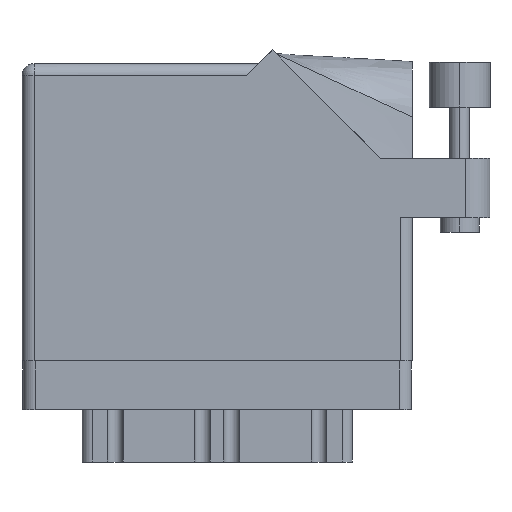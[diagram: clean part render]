
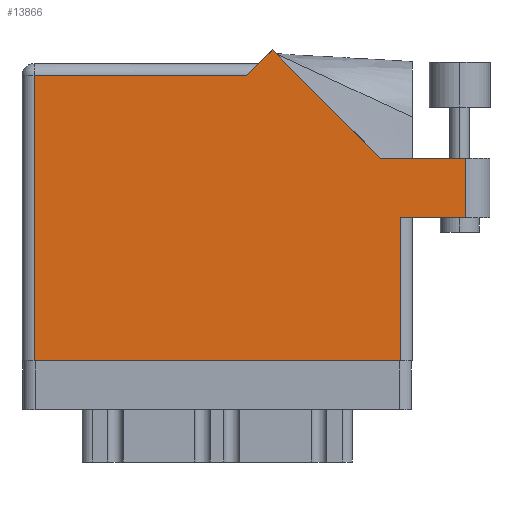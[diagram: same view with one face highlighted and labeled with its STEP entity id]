
A CAD part, front view. The second image highlights one B-rep face of the part: STEP entity #13866.
In plain terms, the highlighted face is planar.
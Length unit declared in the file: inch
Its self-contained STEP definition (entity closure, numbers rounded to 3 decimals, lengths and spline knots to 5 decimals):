
#500 = LINE ( 'NONE', #33216, #4367 ) ;
#955 = FACE_OUTER_BOUND ( 'NONE', #2190, .T. ) ;
#2190 = EDGE_LOOP ( 'NONE', ( #8820, #4933, #36076, #21708, #14824, #17447, #23532, #36495, #27780 ) ) ;
#2595 = CARTESIAN_POINT ( 'NONE',  ( 1.84442, 1.044, 0. ) ) ;
#2976 = LINE ( 'NONE', #2595, #24581 ) ;
#3690 = CARTESIAN_POINT ( 'NONE',  ( 1.28771, 1.60071, 0. ) ) ;
#3761 = VECTOR ( 'NONE', #13958, 39.37008 ) ;
#4273 = CARTESIAN_POINT ( 'NONE',  ( 0.062, 0., 0. ) ) ;
#4320 = CARTESIAN_POINT ( 'NONE',  ( 1.948, 0.737, 0. ) ) ;
#4367 = VECTOR ( 'NONE', #15190, 39.37008 ) ;
#4933 = ORIENTED_EDGE ( 'NONE', *, *, #27872, .T. ) ;
#5282 = LINE ( 'NONE', #32295, #31732 ) ;
#6983 = DIRECTION ( 'NONE',  ( -1., 0., 0. ) ) ;
#7235 = CARTESIAN_POINT ( 'NONE',  ( 2.285, 1.044, 0. ) ) ;
#7785 = VERTEX_POINT ( 'NONE', #25037 ) ;
#7791 = VERTEX_POINT ( 'NONE', #7235 ) ;
#8820 = ORIENTED_EDGE ( 'NONE', *, *, #26989, .T. ) ;
#9953 = DIRECTION ( 'NONE',  ( 0., 0., -1. ) ) ;
#11874 = EDGE_CURVE ( 'NONE', #23394, #33255, #22542, .T. ) ;
#12490 = DIRECTION ( 'NONE',  ( -1., 0., 0. ) ) ;
#12746 = LINE ( 'NONE', #4320, #20621 ) ;
#12937 = LINE ( 'NONE', #22139, #16408 ) ;
#13153 = DIRECTION ( 'NONE',  ( 1., 0., 0. ) ) ;
#13578 = AXIS2_PLACEMENT_3D ( 'NONE', #33465, #9953, #12490 ) ;
#13866 = ADVANCED_FACE ( 'NONE', ( #955 ), #15829, .F. ) ;
#13958 = DIRECTION ( 'NONE',  ( 0., 1., 0. ) ) ;
#14824 = ORIENTED_EDGE ( 'NONE', *, *, #38741, .T. ) ;
#14991 = EDGE_CURVE ( 'NONE', #37883, #23394, #33670, .T. ) ;
#15190 = DIRECTION ( 'NONE',  ( 1., 0., 0. ) ) ;
#15829 = PLANE ( 'NONE',  #13578 ) ;
#16073 = EDGE_CURVE ( 'NONE', #20474, #34711, #2976, .T. ) ;
#16408 = VECTOR ( 'NONE', #18611, 39.37008 ) ;
#16718 = EDGE_CURVE ( 'NONE', #7791, #20474, #21849, .T. ) ;
#16788 = CARTESIAN_POINT ( 'NONE',  ( 1.84442, 1.044, 0. ) ) ;
#17447 = ORIENTED_EDGE ( 'NONE', *, *, #17529, .T. ) ;
#17529 = EDGE_CURVE ( 'NONE', #7785, #37883, #5282, .T. ) ;
#17856 = DIRECTION ( 'NONE',  ( -0.707, 0.707, 0. ) ) ;
#18611 = DIRECTION ( 'NONE',  ( -0.707, -0.707, 0. ) ) ;
#18612 = DIRECTION ( 'NONE',  ( 0., 1., 0. ) ) ;
#19511 = VECTOR ( 'NONE', #22275, 39.37008 ) ;
#19962 = CARTESIAN_POINT ( 'NONE',  ( 0.062, 1.468, 0. ) ) ;
#20474 = VERTEX_POINT ( 'NONE', #16788 ) ;
#20526 = DIRECTION ( 'NONE',  ( -1., 0., 0. ) ) ;
#20621 = VECTOR ( 'NONE', #18612, 39.37008 ) ;
#21168 = EDGE_CURVE ( 'NONE', #33255, #23316, #12746, .T. ) ;
#21708 = ORIENTED_EDGE ( 'NONE', *, *, #16073, .T. ) ;
#21849 = LINE ( 'NONE', #33826, #37181 ) ;
#22139 = CARTESIAN_POINT ( 'NONE',  ( 1.217, 1.53, 0. ) ) ;
#22205 = VECTOR ( 'NONE', #13153, 39.37008 ) ;
#22275 = DIRECTION ( 'NONE',  ( 0., -1., 0. ) ) ;
#22542 = LINE ( 'NONE', #25475, #22205 ) ;
#23316 = VERTEX_POINT ( 'NONE', #26626 ) ;
#23394 = VERTEX_POINT ( 'NONE', #29182 ) ;
#23532 = ORIENTED_EDGE ( 'NONE', *, *, #14991, .T. ) ;
#24581 = VECTOR ( 'NONE', #17856, 39.37008 ) ;
#25037 = CARTESIAN_POINT ( 'NONE',  ( 1.155, 1.468, 0. ) ) ;
#25475 = CARTESIAN_POINT ( 'NONE',  ( 0., 0., 0. ) ) ;
#25696 = CARTESIAN_POINT ( 'NONE',  ( 2.285, 1.044, 0. ) ) ;
#26626 = CARTESIAN_POINT ( 'NONE',  ( 1.948, 0.737, 0. ) ) ;
#26989 = EDGE_CURVE ( 'NONE', #23316, #27171, #500, .T. ) ;
#27171 = VERTEX_POINT ( 'NONE', #35343 ) ;
#27780 = ORIENTED_EDGE ( 'NONE', *, *, #21168, .T. ) ;
#27872 = EDGE_CURVE ( 'NONE', #27171, #7791, #38248, .T. ) ;
#29182 = CARTESIAN_POINT ( 'NONE',  ( 0.062, 0., 0. ) ) ;
#31732 = VECTOR ( 'NONE', #20526, 39.37008 ) ;
#32295 = CARTESIAN_POINT ( 'NONE',  ( 0., 1.468, 0. ) ) ;
#33216 = CARTESIAN_POINT ( 'NONE',  ( 2.01, 0.737, 0. ) ) ;
#33255 = VERTEX_POINT ( 'NONE', #38006 ) ;
#33465 = CARTESIAN_POINT ( 'NONE',  ( 0., 1.53, 0. ) ) ;
#33670 = LINE ( 'NONE', #4273, #19511 ) ;
#33826 = CARTESIAN_POINT ( 'NONE',  ( 2.41, 1.044, 0. ) ) ;
#34711 = VERTEX_POINT ( 'NONE', #3690 ) ;
#35343 = CARTESIAN_POINT ( 'NONE',  ( 2.285, 0.737, 0. ) ) ;
#36076 = ORIENTED_EDGE ( 'NONE', *, *, #16718, .T. ) ;
#36495 = ORIENTED_EDGE ( 'NONE', *, *, #11874, .T. ) ;
#37181 = VECTOR ( 'NONE', #6983, 39.37008 ) ;
#37883 = VERTEX_POINT ( 'NONE', #19962 ) ;
#38006 = CARTESIAN_POINT ( 'NONE',  ( 1.948, 0., 0. ) ) ;
#38248 = LINE ( 'NONE', #25696, #3761 ) ;
#38741 = EDGE_CURVE ( 'NONE', #34711, #7785, #12937, .T. ) ;
